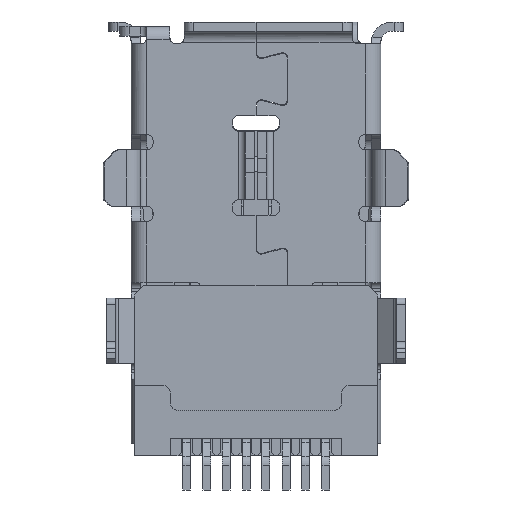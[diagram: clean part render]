
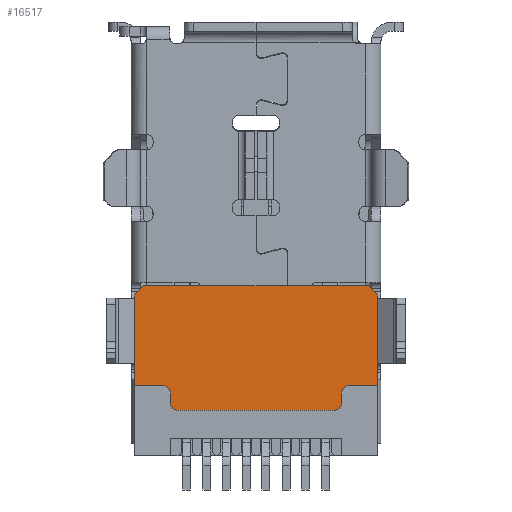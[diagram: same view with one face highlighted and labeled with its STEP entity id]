
A CAD part, front view. The second image highlights one B-rep face of the part: STEP entity #16517.
In plain terms, the highlighted planar face has unit normal (0, -1, 0).
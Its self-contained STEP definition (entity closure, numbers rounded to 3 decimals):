
#721=DIRECTION('',(-1.,0.,0.));
#722=VECTOR('',#721,7.21);
#723=CARTESIAN_POINT('',(3.605,-3.65,1.7));
#724=LINE('',#723,#722);
#799=DIRECTION('',(0.,0.,-1.));
#800=VECTOR('',#799,2.9);
#801=CARTESIAN_POINT('',(-3.905,-3.65,1.4));
#802=LINE('',#801,#800);
#1015=DIRECTION('',(1.,0.,0.));
#1016=VECTOR('',#1015,5.);
#1017=CARTESIAN_POINT('',(-2.5,-3.65,-2.3));
#1018=LINE('',#1017,#1016);
#1027=CARTESIAN_POINT('',(-2.5,-3.65,-2.05));
#1028=DIRECTION('',(0.,1.,0.));
#1029=DIRECTION('',(0.,0.,-1.));
#1030=AXIS2_PLACEMENT_3D('',#1027,#1028,#1029);
#1032=DIRECTION('',(0.,0.,1.));
#1033=VECTOR('',#1032,0.3);
#1034=CARTESIAN_POINT('',(-2.75,-3.65,-2.05));
#1035=LINE('',#1034,#1033);
#1036=CARTESIAN_POINT('',(-3.,-3.65,-1.75));
#1037=DIRECTION('',(0.,-1.,0.));
#1038=DIRECTION('',(1.,0.,0.));
#1039=AXIS2_PLACEMENT_3D('',#1036,#1037,#1038);
#1041=DIRECTION('',(-1.,0.,0.));
#1042=VECTOR('',#1041,0.905);
#1043=CARTESIAN_POINT('',(-3.,-3.65,-1.5));
#1044=LINE('',#1043,#1042);
#1045=DIRECTION('',(0.707,0.,0.707));
#1046=VECTOR('',#1045,0.424);
#1047=CARTESIAN_POINT('',(-3.905,-3.65,1.4));
#1048=LINE('',#1047,#1046);
#1049=DIRECTION('',(0.707,0.,-0.707));
#1050=VECTOR('',#1049,0.424);
#1051=CARTESIAN_POINT('',(3.605,-3.65,1.7));
#1052=LINE('',#1051,#1050);
#1053=CARTESIAN_POINT('',(3.,-3.65,-1.75));
#1054=DIRECTION('',(0.,-1.,0.));
#1055=DIRECTION('',(0.,0.,1.));
#1056=AXIS2_PLACEMENT_3D('',#1053,#1054,#1055);
#1058=DIRECTION('',(0.,0.,-1.));
#1059=VECTOR('',#1058,0.3);
#1060=CARTESIAN_POINT('',(2.75,-3.65,-1.75));
#1061=LINE('',#1060,#1059);
#1062=CARTESIAN_POINT('',(2.5,-3.65,-2.05));
#1063=DIRECTION('',(0.,1.,0.));
#1064=DIRECTION('',(1.,0.,0.));
#1065=AXIS2_PLACEMENT_3D('',#1062,#1063,#1064);
#1103=DIRECTION('',(0.,0.,1.));
#1104=VECTOR('',#1103,2.9);
#1105=CARTESIAN_POINT('',(3.905,-3.65,-1.5));
#1106=LINE('',#1105,#1104);
#1531=DIRECTION('',(1.,0.,0.));
#1532=VECTOR('',#1531,0.905);
#1533=CARTESIAN_POINT('',(3.,-3.65,-1.5));
#1534=LINE('',#1533,#1532);
#12322=CARTESIAN_POINT('',(3.905,-3.65,-1.5));
#12323=VERTEX_POINT('',#12322);
#12324=CARTESIAN_POINT('',(3.905,-3.65,1.4));
#12325=VERTEX_POINT('',#12324);
#12590=CARTESIAN_POINT('',(-2.5,-3.65,-2.3));
#12591=VERTEX_POINT('',#12590);
#12592=CARTESIAN_POINT('',(2.5,-3.65,-2.3));
#12593=VERTEX_POINT('',#12592);
#12594=CARTESIAN_POINT('',(-2.75,-3.65,-2.05));
#12595=VERTEX_POINT('',#12594);
#12596=CARTESIAN_POINT('',(-2.75,-3.65,-1.75));
#12597=VERTEX_POINT('',#12596);
#12598=CARTESIAN_POINT('',(-3.,-3.65,-1.5));
#12599=VERTEX_POINT('',#12598);
#12600=CARTESIAN_POINT('',(-3.905,-3.65,-1.5));
#12601=VERTEX_POINT('',#12600);
#12602=CARTESIAN_POINT('',(-3.905,-3.65,1.4));
#12603=VERTEX_POINT('',#12602);
#12604=CARTESIAN_POINT('',(-3.605,-3.65,1.7));
#12605=VERTEX_POINT('',#12604);
#12606=CARTESIAN_POINT('',(3.605,-3.65,1.7));
#12607=VERTEX_POINT('',#12606);
#12608=CARTESIAN_POINT('',(3.,-3.65,-1.5));
#12609=VERTEX_POINT('',#12608);
#12610=CARTESIAN_POINT('',(2.75,-3.65,-1.75));
#12611=VERTEX_POINT('',#12610);
#12612=CARTESIAN_POINT('',(2.75,-3.65,-2.05));
#12613=VERTEX_POINT('',#12612);
#16486=CARTESIAN_POINT('',(0.,-3.65,0.));
#16487=DIRECTION('',(0.,-1.,0.));
#16488=DIRECTION('',(0.,0.,-1.));
#16489=AXIS2_PLACEMENT_3D('',#16486,#16487,#16488);
#16490=PLANE('',#16489);
#16491=ORIENTED_EDGE('',*,*,#16477,.T.);
#16493=ORIENTED_EDGE('',*,*,#16492,.T.);
#16495=ORIENTED_EDGE('',*,*,#16494,.T.);
#16497=ORIENTED_EDGE('',*,*,#16496,.T.);
#16498=ORIENTED_EDGE('',*,*,#16272,.F.);
#16500=ORIENTED_EDGE('',*,*,#16499,.T.);
#16501=ORIENTED_EDGE('',*,*,#16170,.F.);
#16503=ORIENTED_EDGE('',*,*,#16502,.T.);
#16505=ORIENTED_EDGE('',*,*,#16504,.F.);
#16507=ORIENTED_EDGE('',*,*,#16506,.F.);
#16509=ORIENTED_EDGE('',*,*,#16508,.T.);
#16511=ORIENTED_EDGE('',*,*,#16510,.T.);
#16513=ORIENTED_EDGE('',*,*,#16512,.T.);
#16514=ORIENTED_EDGE('',*,*,#16464,.F.);
#16515=EDGE_LOOP('',(#16491,#16493,#16495,#16497,#16498,#16500,#16501,#16503,
#16505,#16507,#16509,#16511,#16513,#16514));
#16516=FACE_OUTER_BOUND('',#16515,.F.);
#1031=CIRCLE('',#1030,0.25);
#1040=CIRCLE('',#1039,0.25);
#1057=CIRCLE('',#1056,0.25);
#1066=CIRCLE('',#1065,0.25);
#16170=EDGE_CURVE('',#12607,#12605,#724,.T.);
#16272=EDGE_CURVE('',#12603,#12601,#802,.T.);
#16464=EDGE_CURVE('',#12591,#12593,#1018,.T.);
#16477=EDGE_CURVE('',#12591,#12595,#1031,.T.);
#16492=EDGE_CURVE('',#12595,#12597,#1035,.T.);
#16494=EDGE_CURVE('',#12597,#12599,#1040,.T.);
#16496=EDGE_CURVE('',#12599,#12601,#1044,.T.);
#16499=EDGE_CURVE('',#12603,#12605,#1048,.T.);
#16502=EDGE_CURVE('',#12607,#12325,#1052,.T.);
#16504=EDGE_CURVE('',#12323,#12325,#1106,.T.);
#16506=EDGE_CURVE('',#12609,#12323,#1534,.T.);
#16508=EDGE_CURVE('',#12609,#12611,#1057,.T.);
#16510=EDGE_CURVE('',#12611,#12613,#1061,.T.);
#16512=EDGE_CURVE('',#12613,#12593,#1066,.T.);
#16517=ADVANCED_FACE('',(#16516),#16490,.T.);
